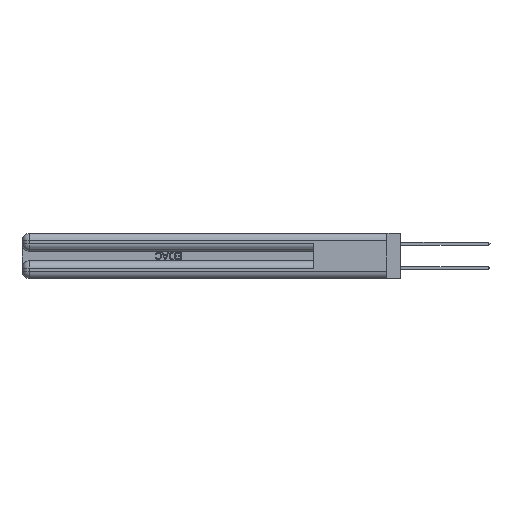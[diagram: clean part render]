
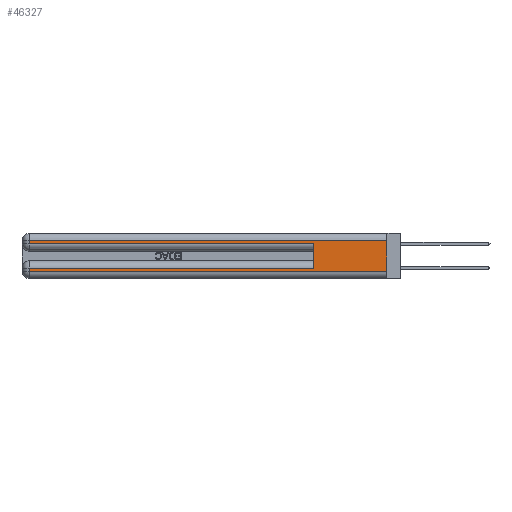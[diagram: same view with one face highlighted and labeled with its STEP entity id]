
A CAD part, left-side view. The second image highlights one B-rep face of the part: STEP entity #46327.
In plain terms, the highlighted planar face has unit normal (-1, 0, 0).
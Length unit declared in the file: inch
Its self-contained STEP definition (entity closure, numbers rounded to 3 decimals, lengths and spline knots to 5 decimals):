
#657 = VECTOR ( 'NONE', #38543, 39.37008 ) ;
#1371 = DIRECTION ( 'NONE',  ( 0., 0., -1. ) ) ;
#1663 = EDGE_CURVE ( 'NONE', #29210, #44398, #47495, .T. ) ;
#2566 = DIRECTION ( 'NONE',  ( 0., 0., 1. ) ) ;
#4783 = DIRECTION ( 'NONE',  ( 0., 0., -1. ) ) ;
#4958 = VECTOR ( 'NONE', #38181, 39.37008 ) ;
#4965 = DIRECTION ( 'NONE',  ( 1., 0., 0. ) ) ;
#7984 = CARTESIAN_POINT ( 'NONE',  ( 0., 2.94, 0.37 ) ) ;
#8231 = VERTEX_POINT ( 'NONE', #25575 ) ;
#8402 = CARTESIAN_POINT ( 'NONE',  ( 0., 2.94, 0.085 ) ) ;
#8479 = VECTOR ( 'NONE', #2566, 39.37008 ) ;
#10449 = DIRECTION ( 'NONE',  ( 0., 1., 0. ) ) ;
#10852 = EDGE_CURVE ( 'NONE', #17865, #21975, #17983, .T. ) ;
#10917 = ORIENTED_EDGE ( 'NONE', *, *, #25310, .T. ) ;
#11213 = CARTESIAN_POINT ( 'NONE',  ( 0., 0., 0.06 ) ) ;
#11424 = CARTESIAN_POINT ( 'NONE',  ( 0., 2.94, 0.285 ) ) ;
#11809 = VERTEX_POINT ( 'NONE', #8402 ) ;
#12748 = VECTOR ( 'NONE', #1371, 39.37008 ) ;
#14022 = CARTESIAN_POINT ( 'NONE',  ( 0., 0., 0.31 ) ) ;
#14233 = CARTESIAN_POINT ( 'NONE',  ( 0., 2.94, 0.31 ) ) ;
#16643 = AXIS2_PLACEMENT_3D ( 'NONE', #22144, #4965, #4783 ) ;
#16683 = EDGE_CURVE ( 'NONE', #8231, #21975, #21441, .T. ) ;
#17865 = VERTEX_POINT ( 'NONE', #32720 ) ;
#17983 = LINE ( 'NONE', #54821, #657 ) ;
#20428 = DIRECTION ( 'NONE',  ( 0., 0., -1. ) ) ;
#20499 = LINE ( 'NONE', #28244, #8479 ) ;
#20862 = EDGE_CURVE ( 'NONE', #11809, #17865, #46228, .T. ) ;
#21441 = LINE ( 'NONE', #52614, #12748 ) ;
#21975 = VERTEX_POINT ( 'NONE', #11213 ) ;
#22083 = FACE_OUTER_BOUND ( 'NONE', #38902, .T. ) ;
#22144 = CARTESIAN_POINT ( 'NONE',  ( 0., 0., 0.37 ) ) ;
#22181 = VECTOR ( 'NONE', #31418, 39.37008 ) ;
#22283 = VECTOR ( 'NONE', #10449, 39.37008 ) ;
#22321 = PLANE ( 'NONE',  #16643 ) ;
#23339 = ORIENTED_EDGE ( 'NONE', *, *, #49315, .F. ) ;
#23972 = ORIENTED_EDGE ( 'NONE', *, *, #52792, .T. ) ;
#24691 = EDGE_CURVE ( 'NONE', #8231, #33511, #33541, .T. ) ;
#24755 = LINE ( 'NONE', #49171, #45998 ) ;
#25310 = EDGE_CURVE ( 'NONE', #26011, #11809, #50020, .T. ) ;
#25575 = CARTESIAN_POINT ( 'NONE',  ( 0., 0., 0.31 ) ) ;
#26011 = VERTEX_POINT ( 'NONE', #35272 ) ;
#26133 = ORIENTED_EDGE ( 'NONE', *, *, #20862, .T. ) ;
#28244 = CARTESIAN_POINT ( 'NONE',  ( 0., 0.6, 0.145 ) ) ;
#29210 = VERTEX_POINT ( 'NONE', #11424 ) ;
#29469 = ORIENTED_EDGE ( 'NONE', *, *, #10852, .T. ) ;
#30840 = ORIENTED_EDGE ( 'NONE', *, *, #24691, .T. ) ;
#31418 = DIRECTION ( 'NONE',  ( 0., 1., 0. ) ) ;
#32720 = CARTESIAN_POINT ( 'NONE',  ( 0., 2.94, 0.06 ) ) ;
#32993 = ORIENTED_EDGE ( 'NONE', *, *, #16683, .F. ) ;
#33511 = VERTEX_POINT ( 'NONE', #14233 ) ;
#33541 = LINE ( 'NONE', #14022, #22283 ) ;
#35272 = CARTESIAN_POINT ( 'NONE',  ( 0., 0.6, 0.085 ) ) ;
#35643 = VECTOR ( 'NONE', #54573, 39.37008 ) ;
#37631 = CARTESIAN_POINT ( 'NONE',  ( 0., 0., 0.285 ) ) ;
#38181 = DIRECTION ( 'NONE',  ( 0., -1., 0. ) ) ;
#38543 = DIRECTION ( 'NONE',  ( 0., -1., 0. ) ) ;
#38902 = EDGE_LOOP ( 'NONE', ( #32993, #30840, #23972, #48171, #23339, #10917, #26133, #29469 ) ) ;
#43675 = CARTESIAN_POINT ( 'NONE',  ( 0., 0., 0.085 ) ) ;
#44398 = VERTEX_POINT ( 'NONE', #51178 ) ;
#45998 = VECTOR ( 'NONE', #20428, 39.37008 ) ;
#46228 = LINE ( 'NONE', #7984, #35643 ) ;
#46327 = ADVANCED_FACE ( 'NONE', ( #22083 ), #22321, .F. ) ;
#47495 = LINE ( 'NONE', #37631, #4958 ) ;
#48171 = ORIENTED_EDGE ( 'NONE', *, *, #1663, .T. ) ;
#49171 = CARTESIAN_POINT ( 'NONE',  ( 0., 2.94, 0.37 ) ) ;
#49315 = EDGE_CURVE ( 'NONE', #26011, #44398, #20499, .T. ) ;
#50020 = LINE ( 'NONE', #43675, #22181 ) ;
#51178 = CARTESIAN_POINT ( 'NONE',  ( 0., 0.6, 0.285 ) ) ;
#52614 = CARTESIAN_POINT ( 'NONE',  ( 0., 0., 0.37 ) ) ;
#52792 = EDGE_CURVE ( 'NONE', #33511, #29210, #24755, .T. ) ;
#54573 = DIRECTION ( 'NONE',  ( 0., 0., -1. ) ) ;
#54821 = CARTESIAN_POINT ( 'NONE',  ( 0., 0., 0.06 ) ) ;
